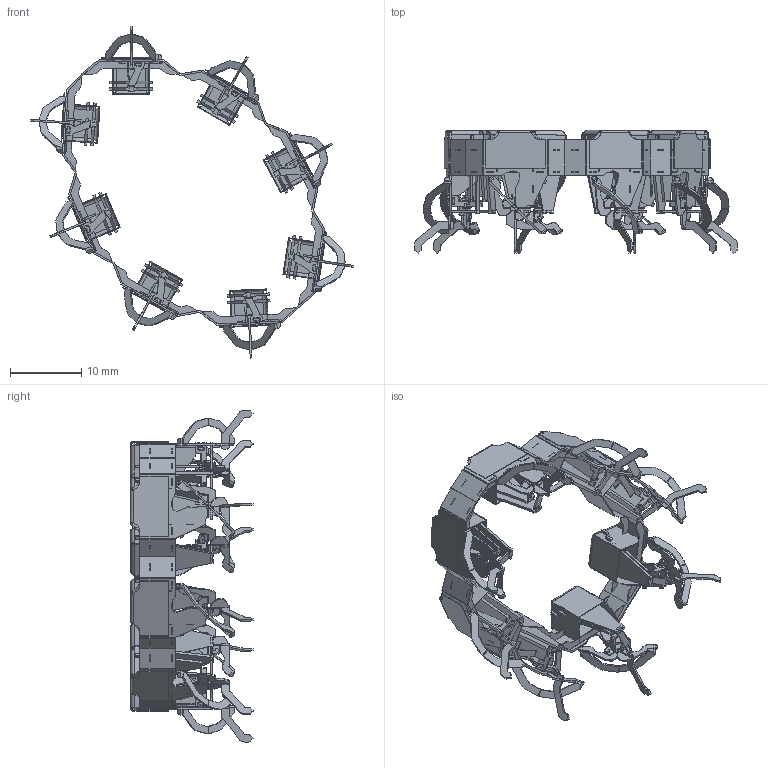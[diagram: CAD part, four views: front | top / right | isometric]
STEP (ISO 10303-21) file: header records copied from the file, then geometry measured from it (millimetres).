
FILE_DESCRIPTION (( 'STEP AP214' ), '1' );
FILE_NAME ('mCLARI_8leg_3D_concept.STEP', '2024-08-15T16:50:27', ( '' ), ( '' ), 'SwSTEP 2.0', 'SolidWorks 2023', '' );
FILE_SCHEMA (( 'AUTOMOTIVE_DESIGN' ));
Length unit declared in the file: millimetre
Products named in the file (36): a_leg_A_3D_model; p_joint_fold_3D_180_064; p_leg_l_us3; p_pzt; p_leg_l_u5; p_joint_flex_12; p_leg_s_u3; p_leg_s_u1; p_leg_frame_rib_lower; p_leg_l_us1; p_leg_frame_segment_extension; p_leg_l_u2; p_joint_flex_03; a_leg_B_3D_model; p_leg_s_us1; p_leg_l_u4; p_leg_s_u6; p_joint_fold_3D_180_05; p_joint_flex_10; p_leg_l_u3; p_leg_l_us2; p_leg_s_u2; p_leg_s_u4; p_leg_s_u7; p_pcb_A; p_leg_frame_rib; p_joint_fold_3D_90_04; mCLARI_8leg_3D_concept; p_joint_fold_3D_90_08; p_pcb_B; p_leg_s_us2; p_leg; p_leg_s_u5; p_leg_l_u1; p_leg_frame; p_leg_frame_support
Assembly tree (110 placements, depth 3):
  mCLARI_8leg_3D_concept
    a_leg_A_3D_model  x4
      p_leg_frame
      p_leg_frame_support
      p_leg_l_u1
      p_leg_l_u2
      p_leg_l_u3
      p_leg_l_u4
      p_leg_l_u5
      p_leg_s_u1
      p_leg_s_u2
      p_leg_s_u3
      p_leg_s_u4
      p_leg_s_u5
      p_leg_s_u6
      p_leg_s_u7
      p_leg_l_us1
      p_joint_flex_12
      p_joint_flex_10
      p_joint_flex_03
      p_joint_fold_3D_90_04
      p_joint_fold_3D_90_08
      p_joint_fold_3D_180_05
      p_joint_fold_3D_180_064
      p_leg_s_us1
      p_leg_l_us2
      p_leg_s_us2
      p_leg_l_us3
      p_pcb_A
      p_pzt
      p_leg
      p_leg_frame_rib
      p_leg_frame_rib_lower
      p_leg_frame_segment_extension
    a_leg_B_3D_model  x4
      p_leg_frame
      p_leg_frame_support
      p_leg_l_u1
      p_leg_l_u2
      p_leg_l_u3
      p_leg_l_u4
      p_leg_l_u5
      p_leg_s_u1
      p_leg_s_u2
      p_leg_s_u3
      p_leg_s_u4
      p_leg_s_u5
      p_leg_s_u6
      p_leg_s_u7
      p_leg_l_us1
      p_joint_flex_12
      p_joint_flex_10
      p_joint_flex_03
      p_joint_fold_3D_90_04
      p_joint_fold_3D_90_08
      p_joint_fold_3D_180_05
      p_joint_fold_3D_180_064
      p_leg_s_us1
      p_leg_l_us2
      p_leg_s_us2
Bounding box: 45.42 x 17.27 x 46.71 mm (x, y, z)
Volume: 637.5 mm3; surface area: 7319.1 mm2
Topology: 408 solids, 408 shells, 8832 faces, 23808 edges, 15792 vertices
Faces by surface type: plane 7776, cylinder 1008, bspline 48
Entity records: 29619 total; most frequent: CARTESIAN_POINT 5549, ORIENTED_EDGE 4776, DIRECTION 4562, EDGE_CURVE 2388, VECTOR 2088, LINE 2088, VERTEX_POINT 1572, AXIS2_PLACEMENT_3D 1237
